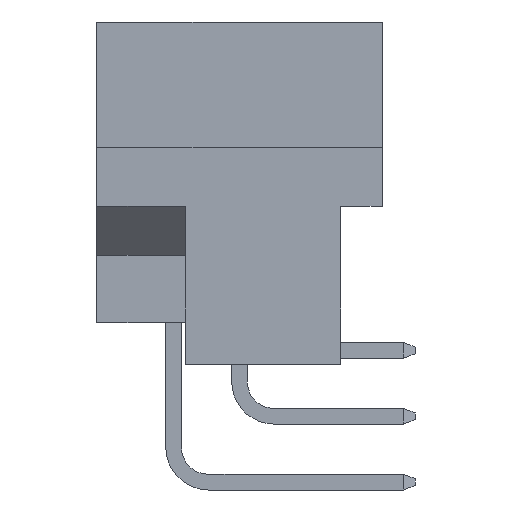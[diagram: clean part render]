
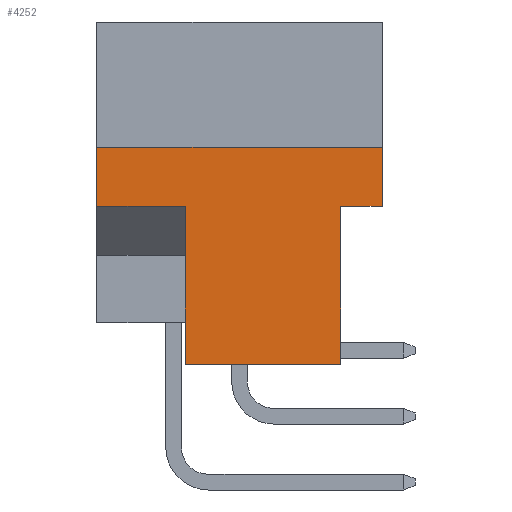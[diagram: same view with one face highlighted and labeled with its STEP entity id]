
A CAD part, left-side view. The second image highlights one B-rep face of the part: STEP entity #4252.
In plain terms, the highlighted planar face has unit normal (-1, 0, 0).
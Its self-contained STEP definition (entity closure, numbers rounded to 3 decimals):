
#236 = VERTEX_POINT ( 'NONE', #5366 ) ;
#315 = LINE ( 'NONE', #3921, #5488 ) ;
#1050 = LINE ( 'NONE', #7339, #14148 ) ;
#1064 = ORIENTED_EDGE ( 'NONE', *, *, #9578, .F. ) ;
#1415 = VECTOR ( 'NONE', #8186, 1000. ) ;
#1428 = VECTOR ( 'NONE', #12415, 1000. ) ;
#1449 = ORIENTED_EDGE ( 'NONE', *, *, #4800, .F. ) ;
#1559 = DIRECTION ( 'NONE',  ( 0., 0., -1. ) ) ;
#1591 = ORIENTED_EDGE ( 'NONE', *, *, #13162, .F. ) ;
#1622 = DIRECTION ( 'NONE',  ( 0., 0., 1. ) ) ;
#1701 = VERTEX_POINT ( 'NONE', #6825 ) ;
#1766 = CARTESIAN_POINT ( 'NONE',  ( 0., 7.597, -7.112 ) ) ;
#2488 = VECTOR ( 'NONE', #14810, 1000. ) ;
#2890 = LINE ( 'NONE', #15758, #12810 ) ;
#3050 = CARTESIAN_POINT ( 'NONE',  ( 0., 0., -7.112 ) ) ;
#3285 = VERTEX_POINT ( 'NONE', #11172 ) ;
#3402 = VECTOR ( 'NONE', #9442, 1000. ) ;
#3921 = CARTESIAN_POINT ( 'NONE',  ( 0., 1.6, 86.902 ) ) ;
#4001 = LINE ( 'NONE', #4254, #3402 ) ;
#4252 = ADVANCED_FACE ( 'NONE', ( #7863 ), #12993, .F. ) ;
#4254 = CARTESIAN_POINT ( 'NONE',  ( 0., 10.998, 0. ) ) ;
#4800 = EDGE_CURVE ( 'NONE', #13431, #7619, #6939, .T. ) ;
#4906 = EDGE_CURVE ( 'NONE', #6356, #16227, #14558, .T. ) ;
#4914 = VERTEX_POINT ( 'NONE', #6334 ) ;
#5366 = CARTESIAN_POINT ( 'NONE',  ( 0., 7.597, -7.112 ) ) ;
#5488 = VECTOR ( 'NONE', #7865, 1000. ) ;
#5553 = LINE ( 'NONE', #1766, #1428 ) ;
#5665 = CARTESIAN_POINT ( 'NONE',  ( 0., 10.998, -4.826 ) ) ;
#5743 = ORIENTED_EDGE ( 'NONE', *, *, #4906, .F. ) ;
#5893 = EDGE_CURVE ( 'NONE', #6356, #7619, #2890, .T. ) ;
#6224 = EDGE_CURVE ( 'NONE', #4914, #3285, #1050, .T. ) ;
#6334 = CARTESIAN_POINT ( 'NONE',  ( 0., 7.597, -13.2 ) ) ;
#6356 = VERTEX_POINT ( 'NONE', #13209 ) ;
#6527 = CARTESIAN_POINT ( 'NONE',  ( 0., 10.998, 0. ) ) ;
#6825 = CARTESIAN_POINT ( 'NONE',  ( 0., 10.998, -7.112 ) ) ;
#6939 = LINE ( 'NONE', #5665, #2488 ) ;
#7339 = CARTESIAN_POINT ( 'NONE',  ( 0., 10.998, -13.2 ) ) ;
#7619 = VERTEX_POINT ( 'NONE', #9143 ) ;
#7863 = FACE_OUTER_BOUND ( 'NONE', #10159, .T. ) ;
#7865 = DIRECTION ( 'NONE',  ( 0., 0., -1. ) ) ;
#8038 = CARTESIAN_POINT ( 'NONE',  ( 0., 10.998, -4.826 ) ) ;
#8186 = DIRECTION ( 'NONE',  ( 0., 1., 0. ) ) ;
#8464 = EDGE_CURVE ( 'NONE', #1701, #13431, #4001, .T. ) ;
#8770 = CARTESIAN_POINT ( 'NONE',  ( 0., 1.6, -7.112 ) ) ;
#9097 = ORIENTED_EDGE ( 'NONE', *, *, #16454, .F. ) ;
#9143 = CARTESIAN_POINT ( 'NONE',  ( 0., 0., -4.826 ) ) ;
#9442 = DIRECTION ( 'NONE',  ( 0., 0., 1. ) ) ;
#9501 = DIRECTION ( 'NONE',  ( 0., 0., 1. ) ) ;
#9578 = EDGE_CURVE ( 'NONE', #236, #1701, #5553, .T. ) ;
#10159 = EDGE_LOOP ( 'NONE', ( #1591, #5743, #11803, #1449, #13853, #1064, #9097, #13635 ) ) ;
#10773 = LINE ( 'NONE', #15901, #14142 ) ;
#11172 = CARTESIAN_POINT ( 'NONE',  ( 0., 1.6, -13.2 ) ) ;
#11803 = ORIENTED_EDGE ( 'NONE', *, *, #5893, .T. ) ;
#11897 = DIRECTION ( 'NONE',  ( 1., 0., 0. ) ) ;
#12415 = DIRECTION ( 'NONE',  ( 0., 1., 0. ) ) ;
#12805 = DIRECTION ( 'NONE',  ( 0., -1., 0. ) ) ;
#12810 = VECTOR ( 'NONE', #1622, 1000. ) ;
#12993 = PLANE ( 'NONE',  #14238 ) ;
#13162 = EDGE_CURVE ( 'NONE', #16227, #3285, #315, .T. ) ;
#13209 = CARTESIAN_POINT ( 'NONE',  ( 0., 0., -7.112 ) ) ;
#13431 = VERTEX_POINT ( 'NONE', #8038 ) ;
#13635 = ORIENTED_EDGE ( 'NONE', *, *, #6224, .T. ) ;
#13853 = ORIENTED_EDGE ( 'NONE', *, *, #8464, .F. ) ;
#14142 = VECTOR ( 'NONE', #9501, 1000. ) ;
#14148 = VECTOR ( 'NONE', #12805, 1000. ) ;
#14238 = AXIS2_PLACEMENT_3D ( 'NONE', #6527, #11897, #1559 ) ;
#14558 = LINE ( 'NONE', #3050, #1415 ) ;
#14810 = DIRECTION ( 'NONE',  ( 0., -1., 0. ) ) ;
#15758 = CARTESIAN_POINT ( 'NONE',  ( 0., 0., 0. ) ) ;
#15901 = CARTESIAN_POINT ( 'NONE',  ( 0., 7.597, -13.2 ) ) ;
#16227 = VERTEX_POINT ( 'NONE', #8770 ) ;
#16454 = EDGE_CURVE ( 'NONE', #4914, #236, #10773, .T. ) ;
